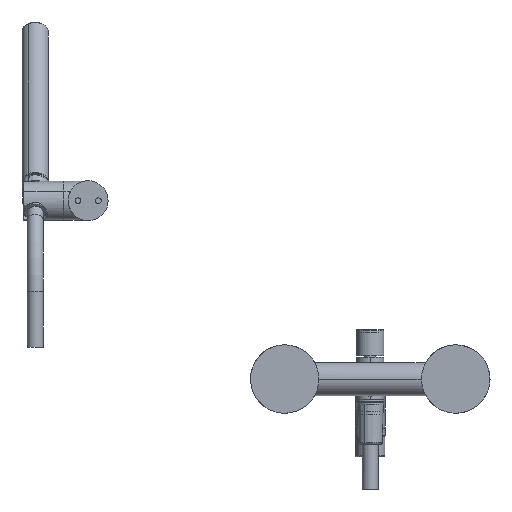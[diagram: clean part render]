
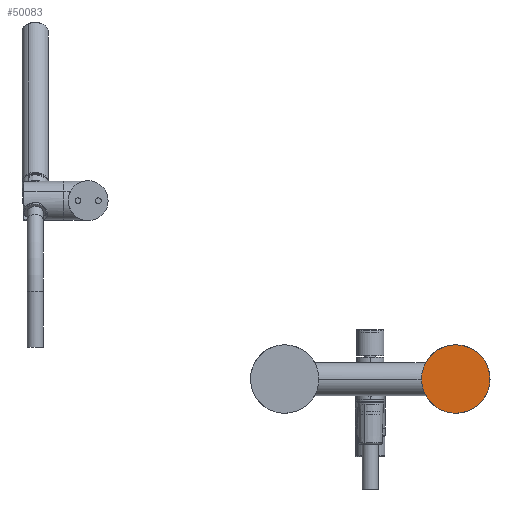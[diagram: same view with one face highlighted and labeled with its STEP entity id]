
A CAD part, left-side view. The second image highlights one B-rep face of the part: STEP entity #50083.
In plain terms, the highlighted planar face has unit normal (-1, 0, 0).
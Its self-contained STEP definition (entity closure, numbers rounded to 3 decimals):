
#27457=CARTESIAN_POINT('Vertex',(-71.25,-60.617,-26.327)) ;
#27460=CARTESIAN_POINT('Axis2P3D Location',(-71.25,-75.,0.)) ;
#27464=CARTESIAN_POINT('Vertex',(-71.25,-89.383,26.327)) ;
#27479=CARTESIAN_POINT('Axis2P3D Location',(-71.25,-75.,0.)) ;
#50069=CARTESIAN_POINT('Axis2P3D Location',(-71.25,-75.,28.5)) ;
#27461=DIRECTION('Axis2P3D Direction',(1.,0.,0.)) ;
#27480=DIRECTION('Axis2P3D Direction',(1.,0.,0.)) ;
#50070=DIRECTION('Axis2P3D Direction',(1.,0.,0.)) ;
#50071=DIRECTION('Axis2P3D XDirection',(0.,-1.,0.)) ;
#27462=AXIS2_PLACEMENT_3D('Circle Axis2P3D',#27460,#27461,$) ;
#27481=AXIS2_PLACEMENT_3D('Circle Axis2P3D',#27479,#27480,$) ;
#50072=AXIS2_PLACEMENT_3D('Plane Axis2P3D',#50069,#50070,#50071) ;
#27463=CIRCLE('generated circle',#27462,30.) ;
#27482=CIRCLE('generated circle',#27481,30.) ;
#50073=PLANE('',#50072) ;
#27466=EDGE_CURVE('',#27458,#27465,#27463,.T.) ;
#27483=EDGE_CURVE('',#27465,#27458,#27482,.T.) ;
#50080=ORIENTED_EDGE('',*,*,#27483,.F.) ;
#50081=ORIENTED_EDGE('',*,*,#27466,.F.) ;
#50079=EDGE_LOOP('',(#50080,#50081)) ;
#27458=VERTEX_POINT('',#27457) ;
#27465=VERTEX_POINT('',#27464) ;
#50083=ADVANCED_FACE('Product1_AllCATPart.1\\Product2_AllCATPart.1\\BA00010 0_AllCATPart.1\\PartBody',(#50082),#50073,.F.) ;
#50082=FACE_OUTER_BOUND('',#50079,.T.) ;
